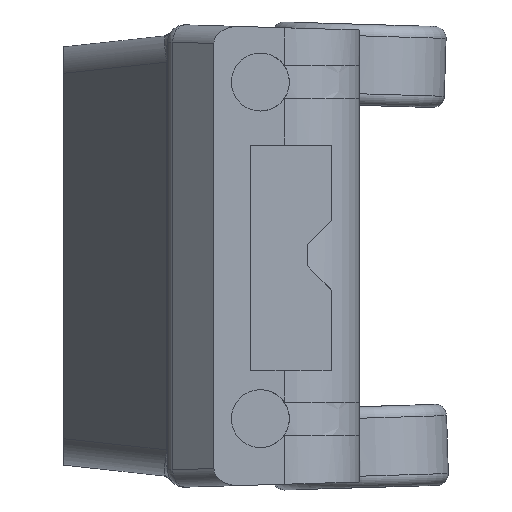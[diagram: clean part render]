
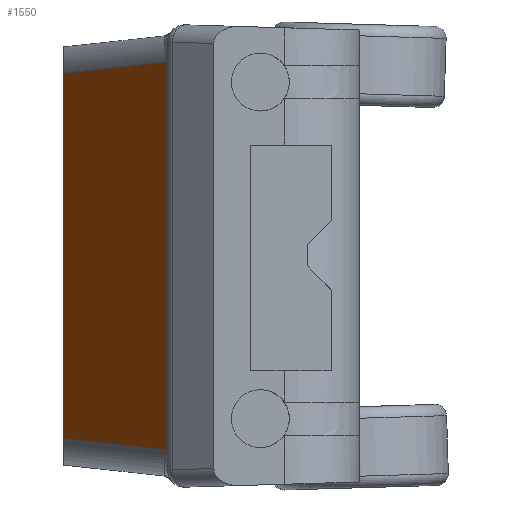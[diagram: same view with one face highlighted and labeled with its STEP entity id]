
A CAD part, left-side view. The second image highlights one B-rep face of the part: STEP entity #1550.
In plain terms, the highlighted planar face has unit normal (-0.49, 0.871, 0).
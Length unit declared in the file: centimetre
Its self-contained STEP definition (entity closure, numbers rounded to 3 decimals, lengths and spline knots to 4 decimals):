
#493 = ORIENTED_EDGE ( 'NONE', *, *, #1680, .T. ) ;
#513 = CARTESIAN_POINT ( 'NONE',  ( -2.1521, 3.3126, 8. ) ) ;
#580 = PLANE ( 'NONE',  #4877 ) ;
#639 = DIRECTION ( 'NONE',  ( 0., 0., -1. ) ) ;
#973 = EDGE_CURVE ( 'NONE', #5247, #5352, #3248, .T. ) ;
#1067 = DIRECTION ( 'NONE',  ( -0.87, -0.49, -0.053 ) ) ;
#1125 = VECTOR ( 'NONE', #1067, 100. ) ;
#1136 = CARTESIAN_POINT ( 'NONE',  ( 1.0339, 5.106, 7.154 ) ) ;
#1356 = DIRECTION ( 'NONE',  ( 0.87, 0.49, -0.053 ) ) ;
#1497 = ORIENTED_EDGE ( 'NONE', *, *, #973, .T. ) ;
#1550 = ADVANCED_FACE ( 'NONE', ( #4550 ), #580, .F. ) ;
#1618 = CARTESIAN_POINT ( 'NONE',  ( -2.1064, 3.3383, 7.3493 ) ) ;
#1660 = VECTOR ( 'NONE', #3068, 100. ) ;
#1680 = EDGE_CURVE ( 'NONE', #3568, #5247, #3776, .T. ) ;
#1813 = ORIENTED_EDGE ( 'NONE', *, *, #2921, .T. ) ;
#2029 = VERTEX_POINT ( 'NONE', #4811 ) ;
#2921 = EDGE_CURVE ( 'NONE', #5352, #2029, #3038, .T. ) ;
#3038 = LINE ( 'NONE', #1618, #1660 ) ;
#3068 = DIRECTION ( 'NONE',  ( 0., 0., 1. ) ) ;
#3133 = VECTOR ( 'NONE', #639, 100. ) ;
#3198 = DIRECTION ( 'NONE',  ( 0.871, 0.491, 0. ) ) ;
#3248 = LINE ( 'NONE', #5026, #1125 ) ;
#3568 = VERTEX_POINT ( 'NONE', #1136 ) ;
#3776 = LINE ( 'NONE', #5572, #3133 ) ;
#3869 = EDGE_LOOP ( 'NONE', ( #1497, #1813, #4667, #493 ) ) ;
#3994 = CARTESIAN_POINT ( 'NONE',  ( 1.0339, 5.106, 0.846 ) ) ;
#4059 = CARTESIAN_POINT ( 'NONE',  ( -2.1823, 3.2956, 7.3511 ) ) ;
#4499 = LINE ( 'NONE', #4059, #4785 ) ;
#4550 = FACE_OUTER_BOUND ( 'NONE', #3869, .T. ) ;
#4579 = DIRECTION ( 'NONE',  ( 0.491, -0.871, 0. ) ) ;
#4667 = ORIENTED_EDGE ( 'NONE', *, *, #5208, .T. ) ;
#4785 = VECTOR ( 'NONE', #1356, 100. ) ;
#4811 = CARTESIAN_POINT ( 'NONE',  ( -2.1064, 3.3383, 7.3465 ) ) ;
#4823 = CARTESIAN_POINT ( 'NONE',  ( -2.1064, 3.3383, 0.6535 ) ) ;
#4877 = AXIS2_PLACEMENT_3D ( 'NONE', #513, #4579, #3198 ) ;
#5026 = CARTESIAN_POINT ( 'NONE',  ( -1.8111, 3.5045, 0.6716 ) ) ;
#5208 = EDGE_CURVE ( 'NONE', #2029, #3568, #4499, .T. ) ;
#5247 = VERTEX_POINT ( 'NONE', #3994 ) ;
#5352 = VERTEX_POINT ( 'NONE', #4823 ) ;
#5572 = CARTESIAN_POINT ( 'NONE',  ( 1.0339, 5.106, 8. ) ) ;
